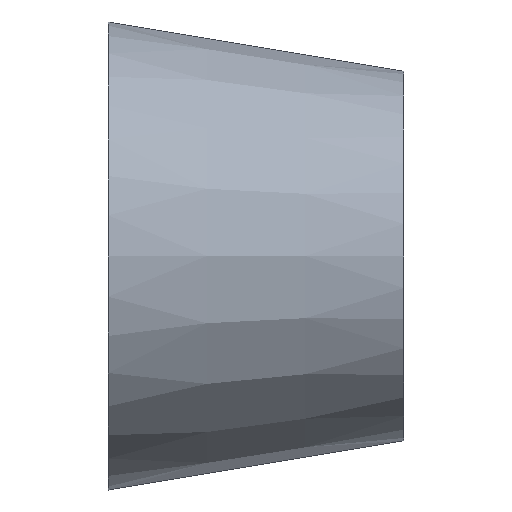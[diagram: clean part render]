
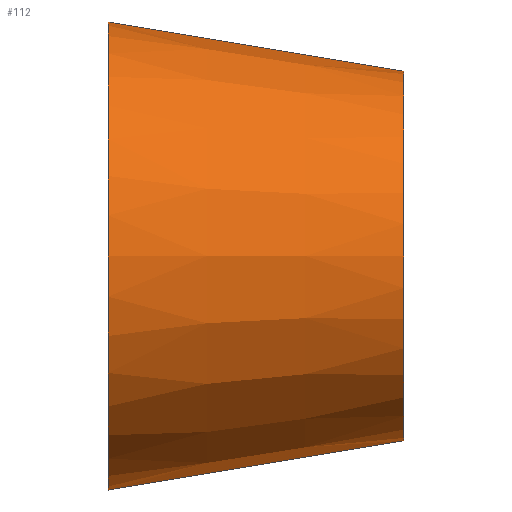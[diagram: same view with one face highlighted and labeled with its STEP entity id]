
A CAD part, front view. The second image highlights one B-rep face of the part: STEP entity #112.
In plain terms, the highlighted conical face has half-angle 9.462 degrees and reference radius 15 mm.
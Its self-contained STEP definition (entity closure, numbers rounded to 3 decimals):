
#4 = LINE ( 'NONE', #136, #247 ) ;
#11 = AXIS2_PLACEMENT_3D ( 'NONE', #18, #188, #190 ) ;
#18 = CARTESIAN_POINT ( 'NONE',  ( 24., 0., 0. ) ) ;
#20 = FACE_OUTER_BOUND ( 'NONE', #163, .T. ) ;
#21 = LINE ( 'NONE', #171, #115 ) ;
#37 = CARTESIAN_POINT ( 'NONE',  ( 0., 0., 0. ) ) ;
#52 = CIRCLE ( 'NONE', #83, 15. ) ;
#56 = DIRECTION ( 'NONE',  ( 1., 0., 0. ) ) ;
#58 = DIRECTION ( 'NONE',  ( 0., 0., -1. ) ) ;
#71 = AXIS2_PLACEMENT_3D ( 'NONE', #37, #90, #209 ) ;
#73 = ORIENTED_EDGE ( 'NONE', *, *, #77, .T. ) ;
#75 = CARTESIAN_POINT ( 'NONE',  ( 0., 0., -19. ) ) ;
#77 = EDGE_CURVE ( 'NONE', #133, #223, #211, .T. ) ;
#80 = ORIENTED_EDGE ( 'NONE', *, *, #165, .F. ) ;
#82 = VERTEX_POINT ( 'NONE', #114 ) ;
#83 = AXIS2_PLACEMENT_3D ( 'NONE', #169, #56, #58 ) ;
#85 = EDGE_CURVE ( 'NONE', #82, #186, #52, .T. ) ;
#90 = DIRECTION ( 'NONE',  ( 1., 0., 0. ) ) ;
#97 = DIRECTION ( 'NONE',  ( -0.986, 0., 0.164 ) ) ;
#106 = ORIENTED_EDGE ( 'NONE', *, *, #132, .T. ) ;
#112 = ADVANCED_FACE ( 'NONE', ( #20 ), #130, .T. ) ;
#114 = CARTESIAN_POINT ( 'NONE',  ( 24., 0., 15. ) ) ;
#115 = VECTOR ( 'NONE', #97, 1000. ) ;
#130 = CONICAL_SURFACE ( 'NONE', #11, 15., 0.165 ) ;
#132 = EDGE_CURVE ( 'NONE', #82, #133, #21, .T. ) ;
#133 = VERTEX_POINT ( 'NONE', #154 ) ;
#136 = CARTESIAN_POINT ( 'NONE',  ( 24., 0., -15. ) ) ;
#145 = ORIENTED_EDGE ( 'NONE', *, *, #85, .F. ) ;
#154 = CARTESIAN_POINT ( 'NONE',  ( 0., 0., 19. ) ) ;
#156 = DIRECTION ( 'NONE',  ( -0.986, 0., -0.164 ) ) ;
#163 = EDGE_LOOP ( 'NONE', ( #80, #145, #106, #73 ) ) ;
#165 = EDGE_CURVE ( 'NONE', #186, #223, #4, .T. ) ;
#169 = CARTESIAN_POINT ( 'NONE',  ( 24., 0., 0. ) ) ;
#171 = CARTESIAN_POINT ( 'NONE',  ( 24., 0., 15. ) ) ;
#186 = VERTEX_POINT ( 'NONE', #232 ) ;
#188 = DIRECTION ( 'NONE',  ( -1., 0., 0. ) ) ;
#190 = DIRECTION ( 'NONE',  ( 0., 0., 1. ) ) ;
#209 = DIRECTION ( 'NONE',  ( 0., 0., -1. ) ) ;
#211 = CIRCLE ( 'NONE', #71, 19. ) ;
#223 = VERTEX_POINT ( 'NONE', #75 ) ;
#232 = CARTESIAN_POINT ( 'NONE',  ( 24., 0., -15. ) ) ;
#247 = VECTOR ( 'NONE', #156, 1000. ) ;
